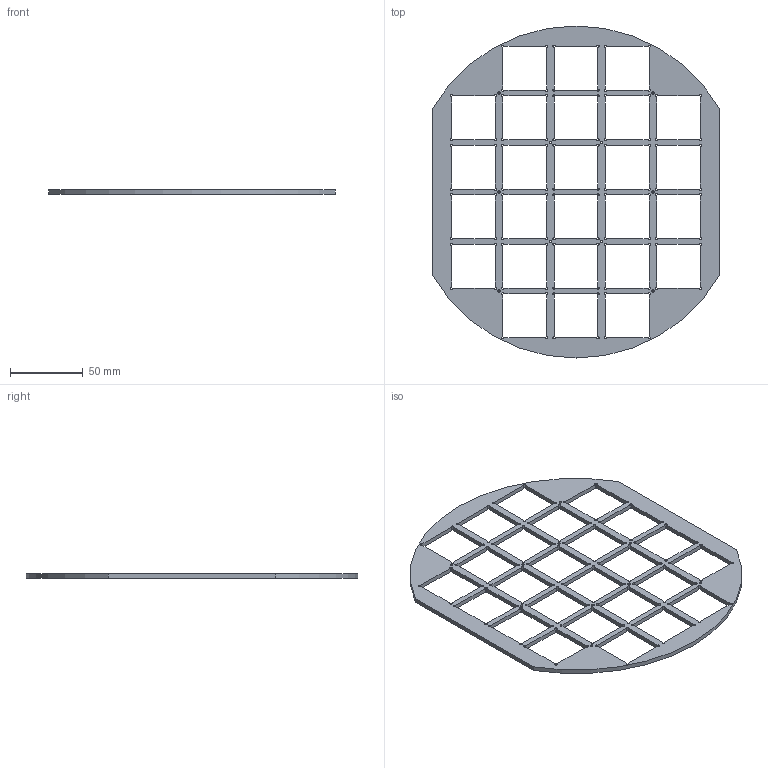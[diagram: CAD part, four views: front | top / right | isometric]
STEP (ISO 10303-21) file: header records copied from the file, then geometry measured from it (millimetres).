
FILE_DESCRIPTION(('FreeCAD Model'),'2;1');
FILE_NAME( 'holder.step', '2019-04-12T16:32:17',('Author'),(''), 'Open CASCADE STEP processor 7.3','FreeCAD','Unknown');
FILE_SCHEMA(('AUTOMOTIVE_DESIGN { 1 0 10303 214 1 1 1 1 }'));
Length unit declared in the file: millimetre
Products named in the file (1): LinearExtrude
Bounding box: 197 x 228 x 3 mm (x, y, z)
Volume: 43595.2 mm3; surface area: 41429.5 mm2
Topology: 1 solids, 1 shells, 276 faces, 822 edges, 548 vertices
Faces by surface type: cylinder 168, plane 108
Full cylindrical faces by diameter (mm): 1.6 x10
Entity records: 9567 total; most frequent: DIRECTION 1712, CARTESIAN_POINT 1647, ORIENTED_EDGE 1644, EDGE_CURVE 822, AXIS2_PLACEMENT_3D 613, VERTEX_POINT 548, LINE 486, VECTOR 486
